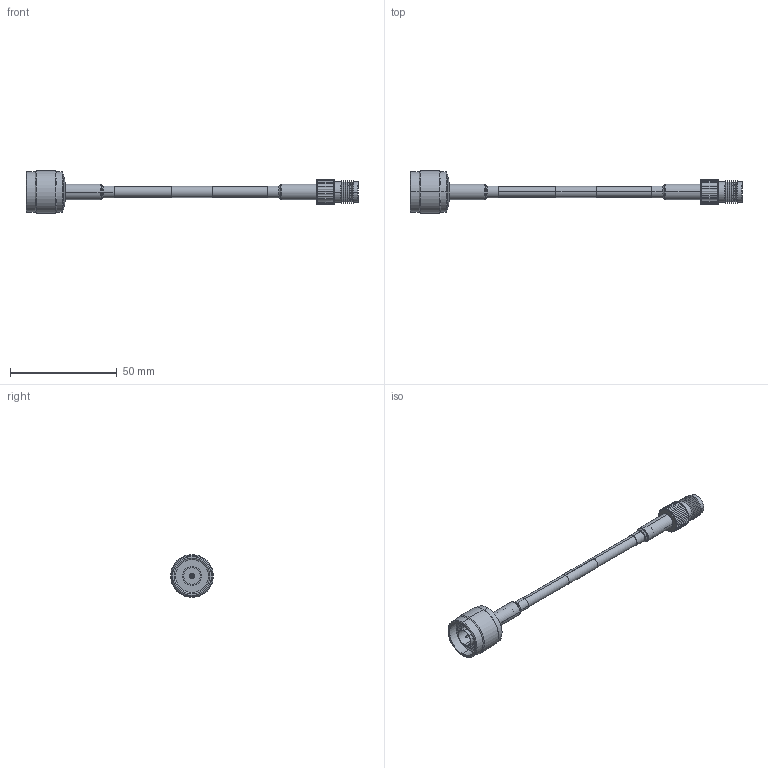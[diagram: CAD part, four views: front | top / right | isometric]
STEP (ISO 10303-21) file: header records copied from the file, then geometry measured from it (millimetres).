
FILE_DESCRIPTION (( 'STEP AP203' ), '1' );
FILE_NAME ('LCCA30681.STEP', '2020-09-25T05:29:16', ( '' ), ( '' ), 'SwSTEP 2.0', 'SolidWorks 2018', '' );
FILE_SCHEMA (( 'CONFIG_CONTROL_DESIGN' ));
Length unit declared in the file: inch
Products named in the file (13): ANM-1700-MA2; ANM-1700-MA3; ANM-1700; ANM-1700_NO PIN; ATF-1700-MA1; ANM-1700-MA1; ATF-1700-MA2; ATF-1700-MA3; CA-195R-MA1_.195"x1"; LCCA30681; RG58C-PROD; Part3^LCCA30681; ATF-1700
Assembly tree (13 placements, depth 3):
  LCCA30681
    RG58C-PROD
    Part3^LCCA30681
    ANM-1700
      ANM-1700_NO PIN
      ANM-1700-MA2
      ANM-1700-MA1
      ANM-1700-MA3
    CA-195R-MA1_.195"x1"  x2
    ATF-1700
      ATF-1700-MA1
      ATF-1700-MA2
      ATF-1700-MA3
Bounding box: 155.8 x 20 x 20 mm (x, y, z)
Volume: 7596.5 mm3; surface area: 10194.5 mm2
Topology: 11 solids, 11 shells, 372 faces, 831 edges, 500 vertices
Faces by surface type: cylinder 177, cone 112, plane 63, torus 18, sphere 2
Entity records: 12056 total; most frequent: CARTESIAN_POINT 2853, DIRECTION 1689, ORIENTED_EDGE 1562, EDGE_CURVE 781, AXIS2_PLACEMENT_3D 702, VERTEX_POINT 476, EDGE_LOOP 397, FACE_OUTER_BOUND 350
